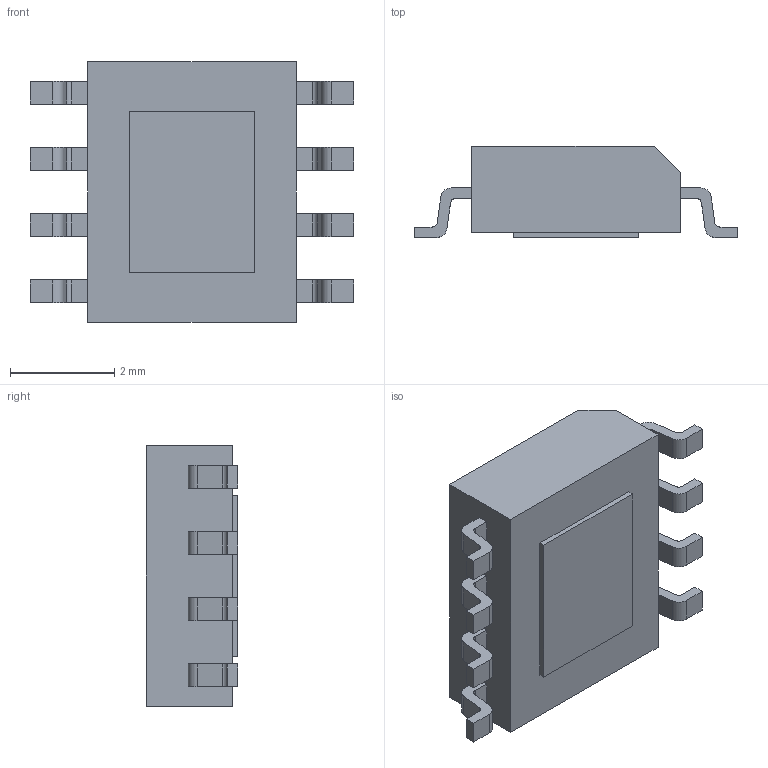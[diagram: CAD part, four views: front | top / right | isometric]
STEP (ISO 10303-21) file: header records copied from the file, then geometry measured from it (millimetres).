
FILE_DESCRIPTION (( 'STEP AP214' ), '1' );
FILE_NAME ('User Library-HSOP8.STEP', '2012-03-27T16:28:48', ( 'sysAdmin' ), ( 'SolidWorks' ), 'SwSTEP 2.0', 'SolidWorks 2012', '' );
FILE_SCHEMA (( 'AUTOMOTIVE_DESIGN' ));
Length unit declared in the file: millimetre
Products named in the file (4): User Library-HSOP8; User Library-HSOP8_Assy fuss hsop8___ _________; User Library-HSOP8_Fuss_hsop8___ _________; User Library-HSOP8_part hsop8___ _________
Assembly tree (9 placements, depth 3):
  User Library-HSOP8
    User Library-HSOP8_part hsop8___ _________
    User Library-HSOP8_Assy fuss hsop8___ _________  x2
      User Library-HSOP8_Fuss_hsop8___ _________
Bounding box: 6.2 x 1.75 x 5 mm (x, y, z)
Volume: 34.9 mm3; surface area: 111.9 mm2
Topology: 14 solids, 14 shells, 181 faces, 459 edges, 306 vertices
Faces by surface type: plane 133, cylinder 48
Entity records: 1255 total; most frequent: DIRECTION 151, CARTESIAN_POINT 145, ORIENTED_EDGE 126, EDGE_CURVE 63, LINE 55, VECTOR 55, AXIS2_PLACEMENT_3D 48, VERTEX_POINT 42
